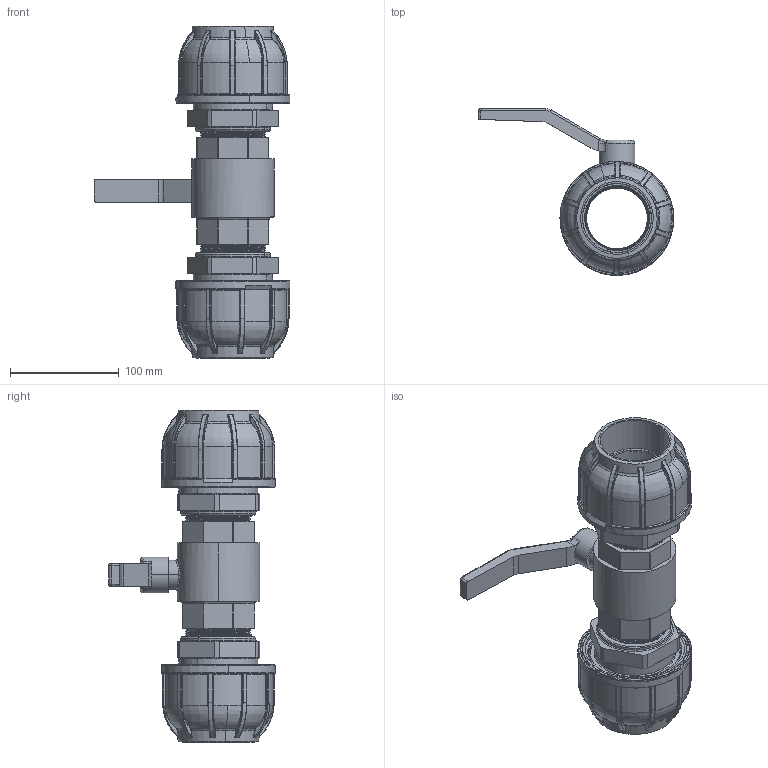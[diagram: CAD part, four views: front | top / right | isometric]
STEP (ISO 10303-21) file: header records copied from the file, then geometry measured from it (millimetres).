
FILE_DESCRIPTION (( 'STEP AP203' ), '1' );
FILE_NAME ('R224.063.002.step', '2013-11-19T09:36:57', ( 'Alusic' ), ( 'Alusic' ), 'SwSTEP 2.0', 'SolidWorks 2011', '' );
FILE_SCHEMA (( 'CONFIG_CONTROL_DESIGN' ));
Products named in the file (1): R224.063.002
Bounding box: 180.43 x 153.68 x 306 mm (x, y, z)
Surface area: 198052.2 mm2 (no closed solid volume)
Topology: 0 solids, 82 shells, 1119 faces, 4347 edges, 3189 vertices
Faces by surface type: cylinder 297, plane 296, torus 232, bspline 228, cone 66
Entity records: 90547 total; most frequent: CARTESIAN_POINT 58290, ORIENTED_EDGE 6956, DIRECTION 5718, EDGE_CURVE 4347, VERTEX_POINT 3189, AXIS2_PLACEMENT_3D 2359, B_SPLINE_CURVE_WITH_KNOTS 1772, CIRCLE 1467
